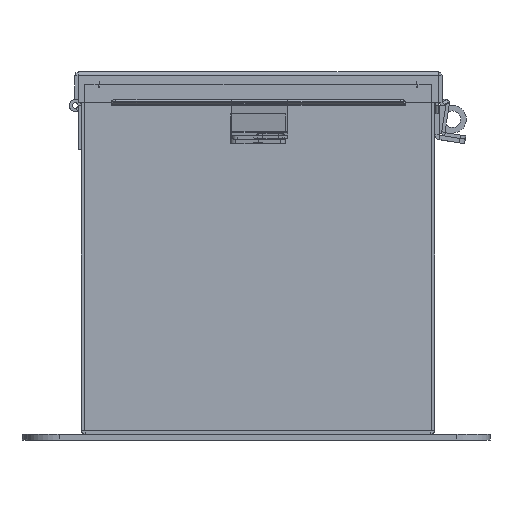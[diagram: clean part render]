
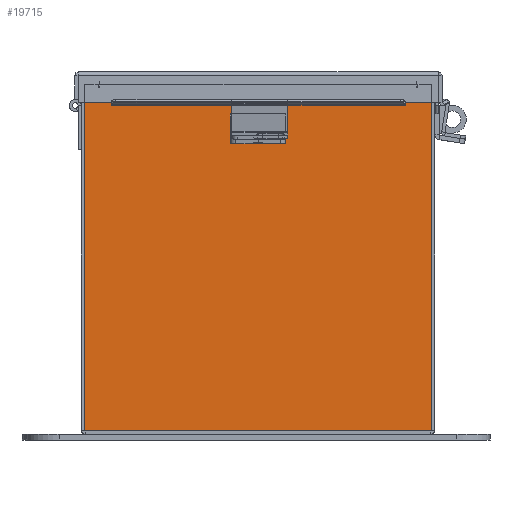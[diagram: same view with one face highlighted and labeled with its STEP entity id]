
A CAD part, front view. The second image highlights one B-rep face of the part: STEP entity #19715.
In plain terms, the highlighted face is planar.
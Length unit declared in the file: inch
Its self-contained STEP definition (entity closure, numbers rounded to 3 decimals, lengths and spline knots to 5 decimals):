
#315 = CARTESIAN_POINT ( 'NONE',  ( 3.61965, 0., 0. ) ) ;
#501 = LINE ( 'NONE', #22950, #16267 ) ;
#646 = CARTESIAN_POINT ( 'NONE',  ( -3.5823, 0., 3.9123 ) ) ;
#657 = EDGE_CURVE ( 'NONE', #29236, #24031, #8799, .T. ) ;
#1182 = CIRCLE ( 'NONE', #19049, 0.01868 ) ;
#1403 = VECTOR ( 'NONE', #26786, 39.37008 ) ;
#2155 = AXIS2_PLACEMENT_3D ( 'NONE', #6948, #26685, #9778 ) ;
#2204 = CARTESIAN_POINT ( 'NONE',  ( -3.9253, 0., -3.9253 ) ) ;
#2480 = VECTOR ( 'NONE', #21917, 39.37008 ) ;
#2918 = VECTOR ( 'NONE', #12198, 39.37008 ) ;
#3581 = DIRECTION ( 'NONE',  ( 0., -1., 0. ) ) ;
#3865 = CARTESIAN_POINT ( 'NONE',  ( -3.9253, 0., 3.9253 ) ) ;
#4179 = DIRECTION ( 'NONE',  ( 0., 0., -1. ) ) ;
#4230 = DIRECTION ( 'NONE',  ( 0., 1., 0. ) ) ;
#4304 = CARTESIAN_POINT ( 'NONE',  ( -3.60097, 0., 3.87495 ) ) ;
#4516 = EDGE_CURVE ( 'NONE', #25091, #26447, #23141, .T. ) ;
#5067 = ORIENTED_EDGE ( 'NONE', *, *, #4516, .T. ) ;
#5909 = ORIENTED_EDGE ( 'NONE', *, *, #23575, .F. ) ;
#6948 = CARTESIAN_POINT ( 'NONE',  ( 3.60098, 0., 3.87495 ) ) ;
#7193 = ORIENTED_EDGE ( 'NONE', *, *, #20909, .F. ) ;
#7203 = CARTESIAN_POINT ( 'NONE',  ( 3.5823, 0., 3.87495 ) ) ;
#7445 = LINE ( 'NONE', #13774, #22450 ) ;
#7618 = ORIENTED_EDGE ( 'NONE', *, *, #20780, .F. ) ;
#8799 = LINE ( 'NONE', #646, #1403 ) ;
#9091 = LINE ( 'NONE', #30202, #36351 ) ;
#9778 = DIRECTION ( 'NONE',  ( 0., 0., -1. ) ) ;
#9948 = VECTOR ( 'NONE', #11474, 39.37008 ) ;
#10195 = VERTEX_POINT ( 'NONE', #14856 ) ;
#10426 = VERTEX_POINT ( 'NONE', #28040 ) ;
#11004 = CARTESIAN_POINT ( 'NONE',  ( -3.5823, 0., 3.9123 ) ) ;
#11091 = LINE ( 'NONE', #13754, #25176 ) ;
#11318 = CARTESIAN_POINT ( 'NONE',  ( -3.5823, 0., 3.87495 ) ) ;
#11474 = DIRECTION ( 'NONE',  ( 0., 0., 1. ) ) ;
#11601 = EDGE_CURVE ( 'NONE', #16218, #10426, #1182, .T. ) ;
#12064 = ORIENTED_EDGE ( 'NONE', *, *, #31481, .F. ) ;
#12198 = DIRECTION ( 'NONE',  ( 1., 0., 0. ) ) ;
#13754 = CARTESIAN_POINT ( 'NONE',  ( -3.9253, 0., -3.9253 ) ) ;
#13774 = CARTESIAN_POINT ( 'NONE',  ( -3.5823, 0., 0. ) ) ;
#13833 = VERTEX_POINT ( 'NONE', #7203 ) ;
#14271 = ORIENTED_EDGE ( 'NONE', *, *, #35384, .T. ) ;
#14438 = DIRECTION ( 'NONE',  ( 1., 0., 0. ) ) ;
#14856 = CARTESIAN_POINT ( 'NONE',  ( -3.9253, 0., 3.9253 ) ) ;
#15285 = AXIS2_PLACEMENT_3D ( 'NONE', #20419, #3581, #23240 ) ;
#15491 = CARTESIAN_POINT ( 'NONE',  ( 3.5823, 0., 0. ) ) ;
#15548 = CARTESIAN_POINT ( 'NONE',  ( 3.9253, 0., 3.9253 ) ) ;
#15619 = DIRECTION ( 'NONE',  ( 0., 0., 1. ) ) ;
#15876 = CARTESIAN_POINT ( 'NONE',  ( -3.61965, 0., 3.9253 ) ) ;
#16218 = VERTEX_POINT ( 'NONE', #11318 ) ;
#16267 = VECTOR ( 'NONE', #14438, 39.37008 ) ;
#17074 = DIRECTION ( 'NONE',  ( 0., 0., -1. ) ) ;
#18027 = VECTOR ( 'NONE', #17074, 39.37008 ) ;
#19049 = AXIS2_PLACEMENT_3D ( 'NONE', #4304, #4230, #4179 ) ;
#19316 = CARTESIAN_POINT ( 'NONE',  ( 3.5823, 0., 3.9123 ) ) ;
#19319 = VERTEX_POINT ( 'NONE', #15876 ) ;
#19715 = ADVANCED_FACE ( 'NONE', ( #21212 ), #34392, .F. ) ;
#20419 = CARTESIAN_POINT ( 'NONE',  ( 0., 0., 0. ) ) ;
#20605 = CARTESIAN_POINT ( 'NONE',  ( 3.9253, 0., -3.9253 ) ) ;
#20780 = EDGE_CURVE ( 'NONE', #29236, #16218, #7445, .T. ) ;
#20909 = EDGE_CURVE ( 'NONE', #27731, #33633, #33862, .T. ) ;
#21212 = FACE_OUTER_BOUND ( 'NONE', #28870, .T. ) ;
#21743 = ORIENTED_EDGE ( 'NONE', *, *, #11601, .F. ) ;
#21917 = DIRECTION ( 'NONE',  ( 0., 0., -1. ) ) ;
#22450 = VECTOR ( 'NONE', #33406, 39.37008 ) ;
#22950 = CARTESIAN_POINT ( 'NONE',  ( -3.9253, 0., 3.9253 ) ) ;
#23141 = LINE ( 'NONE', #29834, #2480 ) ;
#23240 = DIRECTION ( 'NONE',  ( 0., 0., -1. ) ) ;
#23551 = ORIENTED_EDGE ( 'NONE', *, *, #27926, .T. ) ;
#23575 = EDGE_CURVE ( 'NONE', #10426, #19319, #31506, .T. ) ;
#24031 = VERTEX_POINT ( 'NONE', #19316 ) ;
#24162 = VECTOR ( 'NONE', #15619, 39.37008 ) ;
#25091 = VERTEX_POINT ( 'NONE', #15548 ) ;
#25176 = VECTOR ( 'NONE', #36215, 39.37008 ) ;
#25853 = CARTESIAN_POINT ( 'NONE',  ( 3.61965, 0., 3.87495 ) ) ;
#26123 = VERTEX_POINT ( 'NONE', #2204 ) ;
#26218 = CARTESIAN_POINT ( 'NONE',  ( 3.61965, 0., 3.9253 ) ) ;
#26334 = EDGE_CURVE ( 'NONE', #27731, #25091, #501, .T. ) ;
#26447 = VERTEX_POINT ( 'NONE', #20605 ) ;
#26685 = DIRECTION ( 'NONE',  ( 0., 1., 0. ) ) ;
#26786 = DIRECTION ( 'NONE',  ( 1., 0., 0. ) ) ;
#27055 = CIRCLE ( 'NONE', #2155, 0.01868 ) ;
#27731 = VERTEX_POINT ( 'NONE', #26218 ) ;
#27926 = EDGE_CURVE ( 'NONE', #26123, #10195, #9091, .T. ) ;
#28040 = CARTESIAN_POINT ( 'NONE',  ( -3.61965, 0., 3.87495 ) ) ;
#28338 = CARTESIAN_POINT ( 'NONE',  ( -3.61965, 0., 0. ) ) ;
#28870 = EDGE_LOOP ( 'NONE', ( #5909, #21743, #7618, #31845, #12064, #35366, #7193, #31420, #5067, #14271, #23551, #32767 ) ) ;
#29236 = VERTEX_POINT ( 'NONE', #11004 ) ;
#29834 = CARTESIAN_POINT ( 'NONE',  ( 3.9253, 0., 3.9253 ) ) ;
#30202 = CARTESIAN_POINT ( 'NONE',  ( -3.9253, 0., 3.9253 ) ) ;
#31420 = ORIENTED_EDGE ( 'NONE', *, *, #26334, .T. ) ;
#31481 = EDGE_CURVE ( 'NONE', #13833, #24031, #35121, .T. ) ;
#31506 = LINE ( 'NONE', #28338, #9948 ) ;
#31845 = ORIENTED_EDGE ( 'NONE', *, *, #657, .T. ) ;
#32767 = ORIENTED_EDGE ( 'NONE', *, *, #33101, .T. ) ;
#32804 = LINE ( 'NONE', #3865, #2918 ) ;
#33032 = DIRECTION ( 'NONE',  ( 0., 0., 1. ) ) ;
#33101 = EDGE_CURVE ( 'NONE', #10195, #19319, #32804, .T. ) ;
#33406 = DIRECTION ( 'NONE',  ( 0., 0., -1. ) ) ;
#33633 = VERTEX_POINT ( 'NONE', #25853 ) ;
#33862 = LINE ( 'NONE', #315, #18027 ) ;
#34022 = EDGE_CURVE ( 'NONE', #33633, #13833, #27055, .T. ) ;
#34392 = PLANE ( 'NONE',  #15285 ) ;
#35121 = LINE ( 'NONE', #15491, #24162 ) ;
#35366 = ORIENTED_EDGE ( 'NONE', *, *, #34022, .F. ) ;
#35384 = EDGE_CURVE ( 'NONE', #26447, #26123, #11091, .T. ) ;
#36215 = DIRECTION ( 'NONE',  ( -1., 0., 0. ) ) ;
#36351 = VECTOR ( 'NONE', #33032, 39.37008 ) ;
